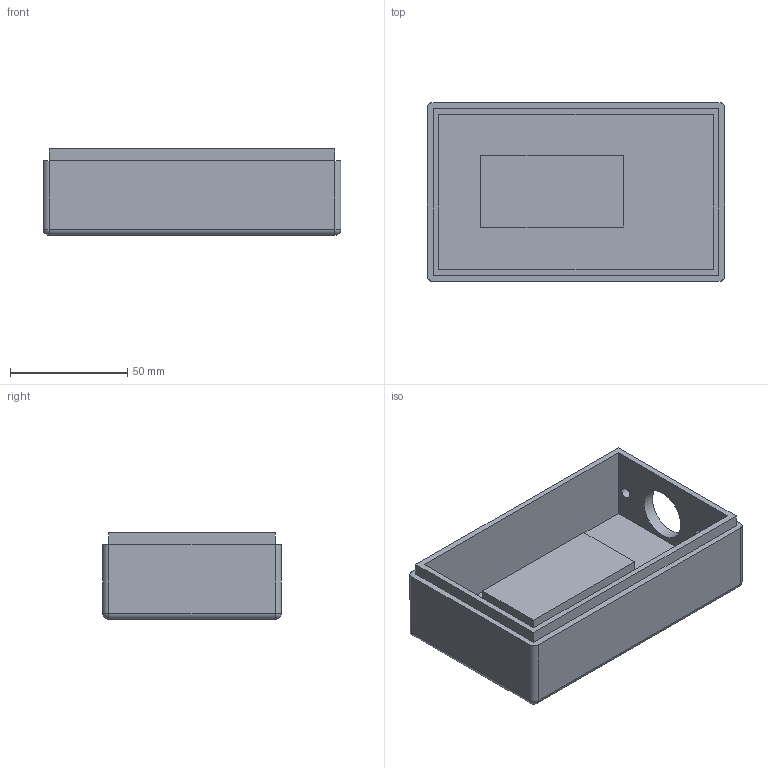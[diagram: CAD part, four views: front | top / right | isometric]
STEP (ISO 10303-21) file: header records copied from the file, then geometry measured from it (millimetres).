
FILE_DESCRIPTION(/* description */ (''),/* implementation_level */ '2;1');
FILE_NAME(/* name */ 'BACK COVER.step',/* time_stamp */ '2025-04-22T21:25:16-04:00',/* author */ (''),/* organization */ (''),/* preprocessor_version */ 'ST-DEVELOPER v20.1',/* originating_system */ 'Autodesk Translation Framework v14.4.0.0',/* authorisation */ '');
FILE_SCHEMA (('AUTOMOTIVE_DESIGN { 1 0 10303 214 3 1 1 }'));
Length unit declared in the file: inch
Products named in the file (1): BACK
Bounding box: 127 x 76.2 x 36.83 mm (x, y, z)
Volume: 107673.4 mm3; surface area: 51455.5 mm2
Topology: 1 solids, 1 shells, 49 faces, 117 edges, 74 vertices
Faces by surface type: plane 34, cylinder 11, sphere 4
Full cylindrical faces by diameter (mm): 4.674 x2, 22.047 x1
Entity records: 1448 total; most frequent: CARTESIAN_POINT 241, DIRECTION 239, ORIENTED_EDGE 234, EDGE_CURVE 117, LINE 95, VECTOR 95, VERTEX_POINT 74, AXIS2_PLACEMENT_3D 72
